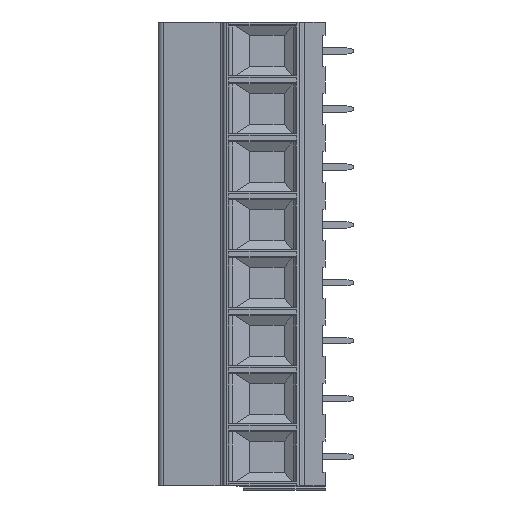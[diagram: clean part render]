
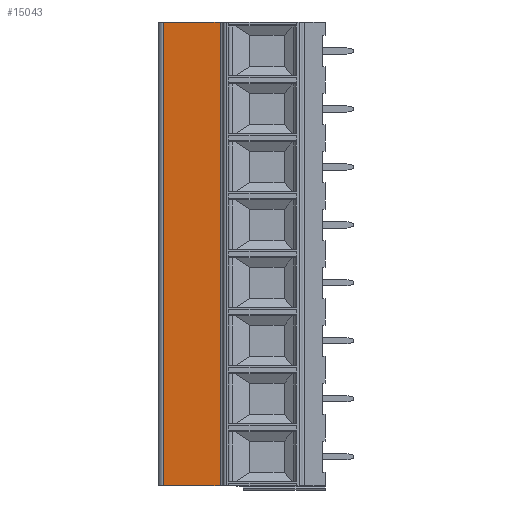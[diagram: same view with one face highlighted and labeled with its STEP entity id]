
A CAD part, left-side view. The second image highlights one B-rep face of the part: STEP entity #15043.
In plain terms, the highlighted planar face has unit normal (-0.996, 0.087, 0).
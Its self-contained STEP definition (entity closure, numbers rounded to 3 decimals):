
#84=DIRECTION('',(-0.087,-0.996,0.));
#85=VECTOR('',#84,9.977);
#86=CARTESIAN_POINT('',(-5.075,13.737,76.2));
#87=LINE('',#86,#85);
#3977=DIRECTION('',(0.,0.,-1.));
#3978=VECTOR('',#3977,81.28);
#3979=CARTESIAN_POINT('',(-5.075,13.737,76.2));
#3980=LINE('',#3979,#3978);
#3981=DIRECTION('',(0.,0.,-1.));
#3982=VECTOR('',#3981,81.28);
#3983=CARTESIAN_POINT('',(-5.945,3.798,76.2));
#3984=LINE('',#3983,#3982);
#4113=DIRECTION('',(-0.087,-0.996,0.));
#4114=VECTOR('',#4113,9.977);
#4115=CARTESIAN_POINT('',(-5.075,13.737,-5.08));
#4116=LINE('',#4115,#4114);
#8363=CARTESIAN_POINT('',(-5.075,13.737,76.2));
#8365=VERTEX_POINT('',#8363);
#8366=CARTESIAN_POINT('',(-5.945,3.798,76.2));
#8367=VERTEX_POINT('',#8366);
#8393=CARTESIAN_POINT('',(-5.075,13.737,-5.08));
#8395=VERTEX_POINT('',#8393);
#8396=CARTESIAN_POINT('',(-5.945,3.798,-5.08));
#8397=VERTEX_POINT('',#8396);
#15030=CARTESIAN_POINT('',(-5.075,13.737,76.2));
#15031=DIRECTION('',(-0.996,0.087,0.));
#15032=DIRECTION('',(-0.087,-0.996,0.));
#15033=AXIS2_PLACEMENT_3D('',#15030,#15031,#15032);
#15034=PLANE('',#15033);
#15035=ORIENTED_EDGE('',*,*,#10767,.T.);
#15037=ORIENTED_EDGE('',*,*,#15036,.T.);
#15039=ORIENTED_EDGE('',*,*,#15038,.F.);
#15040=ORIENTED_EDGE('',*,*,#15022,.F.);
#15041=EDGE_LOOP('',(#15035,#15037,#15039,#15040));
#15042=FACE_OUTER_BOUND('',#15041,.F.);
#10767=EDGE_CURVE('',#8365,#8367,#87,.T.);
#15022=EDGE_CURVE('',#8365,#8395,#3980,.T.);
#15036=EDGE_CURVE('',#8367,#8397,#3984,.T.);
#15038=EDGE_CURVE('',#8395,#8397,#4116,.T.);
#15043=ADVANCED_FACE('',(#15042),#15034,.T.);
